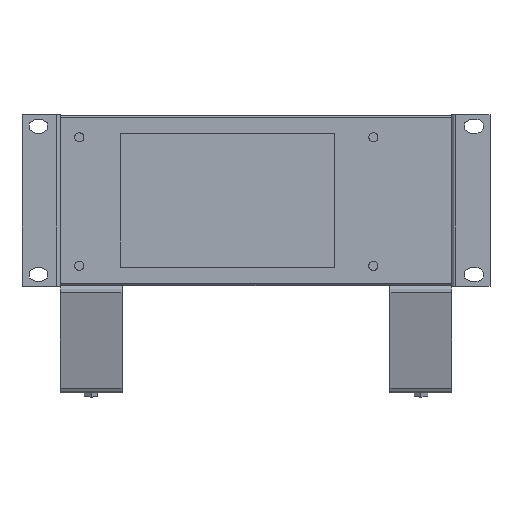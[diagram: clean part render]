
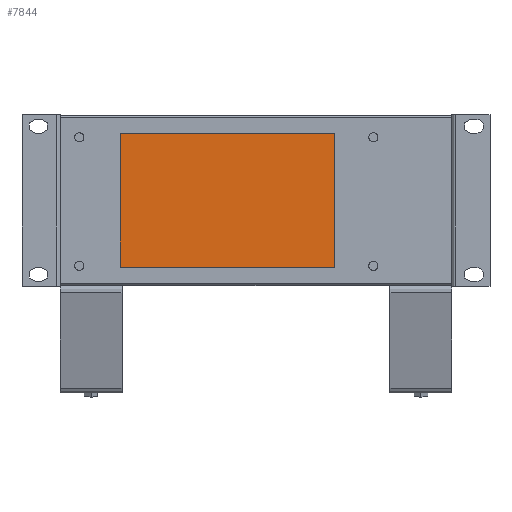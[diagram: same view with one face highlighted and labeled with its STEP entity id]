
A CAD part, top view. The second image highlights one B-rep face of the part: STEP entity #7844.
In plain terms, the highlighted planar face has unit normal (0, 0, 1).
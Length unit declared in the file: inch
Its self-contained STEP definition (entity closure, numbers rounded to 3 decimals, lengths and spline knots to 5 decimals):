
#1676 = DIRECTION ( 'NONE',  ( 0., 1., 0. ) ) ;
#2850 = ORIENTED_EDGE ( 'NONE', *, *, #24053, .T. ) ;
#3186 = PLANE ( 'NONE',  #29317 ) ;
#3421 = LINE ( 'NONE', #15796, #29528 ) ;
#6570 = DIRECTION ( 'NONE',  ( 0., 0., 1. ) ) ;
#7488 = LINE ( 'NONE', #22080, #17632 ) ;
#7844 = ADVANCED_FACE ( 'NONE', ( #27352 ), #3186, .T. ) ;
#8168 = ORIENTED_EDGE ( 'NONE', *, *, #40325, .T. ) ;
#8272 = VECTOR ( 'NONE', #11552, 39.37008 ) ;
#10205 = CARTESIAN_POINT ( 'NONE',  ( 0.55109, 2.25637, 11.0821 ) ) ;
#11552 = DIRECTION ( 'NONE',  ( -1., 0., 0. ) ) ;
#14515 = LINE ( 'NONE', #18738, #41713 ) ;
#15796 = CARTESIAN_POINT ( 'NONE',  ( 0.55109, 3.70322, 11.0821 ) ) ;
#17632 = VECTOR ( 'NONE', #1676, 39.37008 ) ;
#18579 = VERTEX_POINT ( 'NONE', #29639 ) ;
#18738 = CARTESIAN_POINT ( 'NONE',  ( 2.91329, 2.25637, 11.0821 ) ) ;
#19403 = VERTEX_POINT ( 'NONE', #10205 ) ;
#21314 = EDGE_LOOP ( 'NONE', ( #8168, #35812, #42397, #2850 ) ) ;
#22080 = CARTESIAN_POINT ( 'NONE',  ( 5.2755, 3.70322, 11.0821 ) ) ;
#23544 = EDGE_CURVE ( 'NONE', #34629, #19403, #3421, .T. ) ;
#24053 = EDGE_CURVE ( 'NONE', #19403, #18579, #14515, .T. ) ;
#26992 = CARTESIAN_POINT ( 'NONE',  ( 2.91329, 3.70322, 11.0821 ) ) ;
#27308 = CARTESIAN_POINT ( 'NONE',  ( 5.2755, 5.15007, 11.0821 ) ) ;
#27352 = FACE_OUTER_BOUND ( 'NONE', #21314, .T. ) ;
#28531 = LINE ( 'NONE', #28553, #8272 ) ;
#28553 = CARTESIAN_POINT ( 'NONE',  ( 2.91329, 5.15007, 11.0821 ) ) ;
#29299 = DIRECTION ( 'NONE',  ( 1., 0., 0. ) ) ;
#29317 = AXIS2_PLACEMENT_3D ( 'NONE', #26992, #6570, #30407 ) ;
#29528 = VECTOR ( 'NONE', #32773, 39.37008 ) ;
#29639 = CARTESIAN_POINT ( 'NONE',  ( 5.2755, 2.25637, 11.0821 ) ) ;
#30407 = DIRECTION ( 'NONE',  ( 1., 0., 0. ) ) ;
#32454 = CARTESIAN_POINT ( 'NONE',  ( 0.55109, 5.15007, 11.0821 ) ) ;
#32773 = DIRECTION ( 'NONE',  ( 0., -1., 0. ) ) ;
#34629 = VERTEX_POINT ( 'NONE', #32454 ) ;
#35812 = ORIENTED_EDGE ( 'NONE', *, *, #35957, .T. ) ;
#35957 = EDGE_CURVE ( 'NONE', #43973, #34629, #28531, .T. ) ;
#40325 = EDGE_CURVE ( 'NONE', #18579, #43973, #7488, .T. ) ;
#41713 = VECTOR ( 'NONE', #29299, 39.37008 ) ;
#42397 = ORIENTED_EDGE ( 'NONE', *, *, #23544, .T. ) ;
#43973 = VERTEX_POINT ( 'NONE', #27308 ) ;
